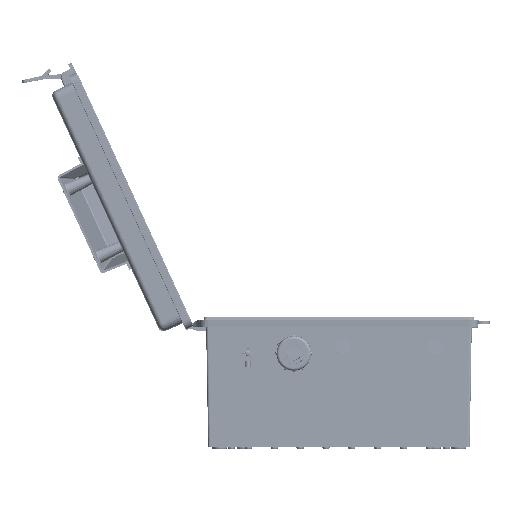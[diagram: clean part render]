
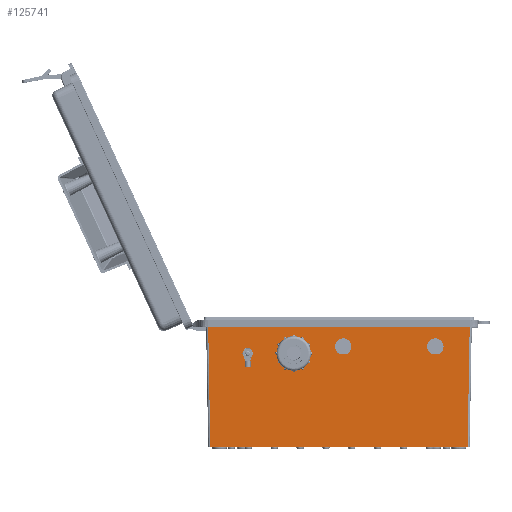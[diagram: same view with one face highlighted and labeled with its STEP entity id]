
A CAD part, top view. The second image highlights one B-rep face of the part: STEP entity #125741.
In plain terms, the highlighted planar face has unit normal (0, -0.018, 1).
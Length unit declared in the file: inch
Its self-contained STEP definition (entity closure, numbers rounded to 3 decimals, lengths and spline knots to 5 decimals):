
#3022 = CARTESIAN_POINT ( 'NONE',  ( -1.7183, 3.55946, 7.01134 ) ) ;
#5922 = DIRECTION ( 'NONE',  ( 0., 1., 0. ) ) ;
#6354 = CARTESIAN_POINT ( 'NONE',  ( -3.4683, 3.66144, 7.01312 ) ) ;
#6414 = AXIS2_PLACEMENT_3D ( 'NONE', #89648, #152220, #184087 ) ;
#6812 = EDGE_LOOP ( 'NONE', ( #173240, #95001, #64008, #47777, #105949, #126434 ) ) ;
#7455 = VERTEX_POINT ( 'NONE', #98090 ) ;
#10070 = DIRECTION ( 'NONE',  ( 1., 0., 0. ) ) ;
#13266 = CIRCLE ( 'NONE', #52318, 0.3125 ) ;
#15152 = EDGE_CURVE ( 'NONE', #7455, #157321, #156652, .T. ) ;
#19818 = FACE_BOUND ( 'NONE', #89895, .T. ) ;
#20907 = CARTESIAN_POINT ( 'NONE',  ( -4.88528, -0.17194, 6.94621 ) ) ;
#21316 = VECTOR ( 'NONE', #10070, 39.37008 ) ;
#21363 = CIRCLE ( 'NONE', #31189, 0.445 ) ;
#28943 = ORIENTED_EDGE ( 'NONE', *, *, #91243, .F. ) ;
#31189 = AXIS2_PLACEMENT_3D ( 'NONE', #3022, #160790, #189567 ) ;
#31444 = CARTESIAN_POINT ( 'NONE',  ( 0.32652, 3.54396, 7.01107 ) ) ;
#31576 = EDGE_CURVE ( 'NONE', #183013, #129854, #121628, .T. ) ;
#32820 = EDGE_CURVE ( 'NONE', #129804, #157321, #103538, .T. ) ;
#37938 = VERTEX_POINT ( 'NONE', #6354 ) ;
#38316 = VECTOR ( 'NONE', #58409, 39.37008 ) ;
#39137 = CARTESIAN_POINT ( 'NONE',  ( 4.96827, 0., 6.94921 ) ) ;
#39176 = EDGE_CURVE ( 'NONE', #179255, #7455, #142882, .T. ) ;
#42502 = VERTEX_POINT ( 'NONE', #174643 ) ;
#44087 = CARTESIAN_POINT ( 'NONE',  ( 3.82652, 3.54396, 7.01107 ) ) ;
#45118 = DIRECTION ( 'NONE',  ( 0., -0.017, 1. ) ) ;
#47136 = CARTESIAN_POINT ( 'NONE',  ( -3.4683, 3.55946, 7.01134 ) ) ;
#47777 = ORIENTED_EDGE ( 'NONE', *, *, #39176, .F. ) ;
#48905 = VERTEX_POINT ( 'NONE', #105734 ) ;
#51403 = VERTEX_POINT ( 'NONE', #69649 ) ;
#52318 = AXIS2_PLACEMENT_3D ( 'NONE', #180869, #165414, #150009 ) ;
#52851 = DIRECTION ( 'NONE',  ( 0., 0., 1. ) ) ;
#55612 = CIRCLE ( 'NONE', #114585, 0.445 ) ;
#56971 = EDGE_CURVE ( 'NONE', #48905, #129804, #128098, .T. ) ;
#58409 = DIRECTION ( 'NONE',  ( 0.017, 1., 0.017 ) ) ;
#58930 = ORIENTED_EDGE ( 'NONE', *, *, #86540, .F. ) ;
#61509 = CARTESIAN_POINT ( 'NONE',  ( 4.88829, 0., 6.94921 ) ) ;
#61515 = DIRECTION ( 'NONE',  ( 0., -1., -0.017 ) ) ;
#64008 = ORIENTED_EDGE ( 'NONE', *, *, #15152, .F. ) ;
#65853 = FACE_BOUND ( 'NONE', #143697, .T. ) ;
#68556 = CARTESIAN_POINT ( 'NONE',  ( -3.4683, 3.45747, 7.00956 ) ) ;
#69649 = CARTESIAN_POINT ( 'NONE',  ( -4.96749, 4.5375, 7.02841 ) ) ;
#69946 = LINE ( 'NONE', #20907, #82328 ) ;
#73715 = CARTESIAN_POINT ( 'NONE',  ( 4.88831, 0.0014, 6.94923 ) ) ;
#74049 = AXIS2_PLACEMENT_3D ( 'NONE', #89742, #200563, #109122 ) ;
#75684 = AXIS2_PLACEMENT_3D ( 'NONE', #137549, #191903, #176485 ) ;
#77454 = EDGE_CURVE ( 'NONE', #37938, #77577, #87347, .T. ) ;
#77577 = VERTEX_POINT ( 'NONE', #68556 ) ;
#79967 = LINE ( 'NONE', #158033, #85194 ) ;
#80727 = AXIS2_PLACEMENT_3D ( 'NONE', #47136, #45118, #61515 ) ;
#81582 = ORIENTED_EDGE ( 'NONE', *, *, #185123, .F. ) ;
#82137 = ORIENTED_EDGE ( 'NONE', *, *, #138135, .F. ) ;
#82328 = VECTOR ( 'NONE', #160336, 39.37008 ) ;
#83931 = CIRCLE ( 'NONE', #74049, 0.08 ) ;
#84567 = AXIS2_PLACEMENT_3D ( 'NONE', #103072, #5922, #52851 ) ;
#85194 = VECTOR ( 'NONE', #110759, 39.37008 ) ;
#86540 = EDGE_CURVE ( 'NONE', #154553, #42502, #13266, .T. ) ;
#87347 = CIRCLE ( 'NONE', #80727, 0.102 ) ;
#88308 = EDGE_CURVE ( 'NONE', #129854, #183013, #164223, .T. ) ;
#89006 = VECTOR ( 'NONE', #175797, 39.37008 ) ;
#89648 = CARTESIAN_POINT ( 'NONE',  ( -3.4683, 3.55946, 7.01134 ) ) ;
#89742 = CARTESIAN_POINT ( 'NONE',  ( -4.96748, 4.5375, 6.94841 ) ) ;
#89895 = EDGE_LOOP ( 'NONE', ( #81582, #101781 ) ) ;
#91243 = EDGE_CURVE ( 'NONE', #103246, #105782, #21363, .T. ) ;
#95001 = ORIENTED_EDGE ( 'NONE', *, *, #32820, .T. ) ;
#97662 = FACE_BOUND ( 'NONE', #185098, .T. ) ;
#98090 = CARTESIAN_POINT ( 'NONE',  ( 4.96748, 4.5375, 7.02841 ) ) ;
#101781 = ORIENTED_EDGE ( 'NONE', *, *, #77454, .F. ) ;
#103072 = CARTESIAN_POINT ( 'NONE',  ( 4.96748, 4.5375, 6.94841 ) ) ;
#103246 = VERTEX_POINT ( 'NONE', #181147 ) ;
#103538 = LINE ( 'NONE', #73715, #38316 ) ;
#105734 = CARTESIAN_POINT ( 'NONE',  ( -4.88829, 0., 6.94921 ) ) ;
#105782 = VERTEX_POINT ( 'NONE', #177938 ) ;
#105949 = ORIENTED_EDGE ( 'NONE', *, *, #146047, .F. ) ;
#109122 = DIRECTION ( 'NONE',  ( 0., 0., 1. ) ) ;
#110759 = DIRECTION ( 'NONE',  ( 1., 0., 0. ) ) ;
#111624 = AXIS2_PLACEMENT_3D ( 'NONE', #39137, #191054, #112999 ) ;
#112999 = DIRECTION ( 'NONE',  ( 0., -1., -0.017 ) ) ;
#114585 = AXIS2_PLACEMENT_3D ( 'NONE', #154947, #138484, #172394 ) ;
#121628 = LINE ( 'NONE', #163816, #21316 ) ;
#125741 = ADVANCED_FACE ( 'NONE', ( #65853, #130423, #97662, #19818, #147830 ), #162262, .T. ) ;
#126434 = ORIENTED_EDGE ( 'NONE', *, *, #174201, .T. ) ;
#126534 = CARTESIAN_POINT ( 'NONE',  ( 4.96748, 4.5375, 7.02841 ) ) ;
#128098 = LINE ( 'NONE', #146502, #185791 ) ;
#129804 = VERTEX_POINT ( 'NONE', #61509 ) ;
#129854 = VERTEX_POINT ( 'NONE', #44087 ) ;
#130423 = FACE_BOUND ( 'NONE', #178801, .T. ) ;
#137368 = EDGE_CURVE ( 'NONE', #105782, #103246, #55612, .T. ) ;
#137549 = CARTESIAN_POINT ( 'NONE',  ( 3.6617, 3.80942, 7.0157 ) ) ;
#138100 = ORIENTED_EDGE ( 'NONE', *, *, #137368, .F. ) ;
#138135 = EDGE_CURVE ( 'NONE', #42502, #154553, #79967, .T. ) ;
#138484 = DIRECTION ( 'NONE',  ( 0., -0.017, 1. ) ) ;
#142882 = LINE ( 'NONE', #126534, #89006 ) ;
#143697 = EDGE_LOOP ( 'NONE', ( #174871, #167328 ) ) ;
#146047 = EDGE_CURVE ( 'NONE', #51403, #179255, #83931, .T. ) ;
#146502 = CARTESIAN_POINT ( 'NONE',  ( 4.96827, 0., 6.94921 ) ) ;
#147830 = FACE_OUTER_BOUND ( 'NONE', #6812, .T. ) ;
#150009 = DIRECTION ( 'NONE',  ( 0., -1., -0.017 ) ) ;
#152220 = DIRECTION ( 'NONE',  ( 0., -0.017, 1. ) ) ;
#153667 = CIRCLE ( 'NONE', #6414, 0.102 ) ;
#154553 = VERTEX_POINT ( 'NONE', #31444 ) ;
#154947 = CARTESIAN_POINT ( 'NONE',  ( -1.7183, 3.55946, 7.01134 ) ) ;
#156652 = CIRCLE ( 'NONE', #84567, 0.08 ) ;
#157321 = VERTEX_POINT ( 'NONE', #164102 ) ;
#158033 = CARTESIAN_POINT ( 'NONE',  ( -0.00312, 3.54396, 7.01107 ) ) ;
#160336 = DIRECTION ( 'NONE',  ( 0.017, -1., -0.017 ) ) ;
#160790 = DIRECTION ( 'NONE',  ( 0., -0.017, 1. ) ) ;
#162262 = PLANE ( 'NONE',  #111624 ) ;
#163816 = CARTESIAN_POINT ( 'NONE',  ( 3.49688, 3.54396, 7.01107 ) ) ;
#164102 = CARTESIAN_POINT ( 'NONE',  ( 4.96749, 4.5375, 7.02841 ) ) ;
#164223 = CIRCLE ( 'NONE', #75684, 0.3125 ) ;
#165414 = DIRECTION ( 'NONE',  ( 0., -0.017, 1. ) ) ;
#166227 = CARTESIAN_POINT ( 'NONE',  ( -4.96748, 4.5375, 7.02841 ) ) ;
#167328 = ORIENTED_EDGE ( 'NONE', *, *, #31576, .F. ) ;
#172394 = DIRECTION ( 'NONE',  ( 0., -1., -0.017 ) ) ;
#173240 = ORIENTED_EDGE ( 'NONE', *, *, #56971, .T. ) ;
#174201 = EDGE_CURVE ( 'NONE', #51403, #48905, #69946, .T. ) ;
#174643 = CARTESIAN_POINT ( 'NONE',  ( -0.00312, 3.54396, 7.01107 ) ) ;
#174871 = ORIENTED_EDGE ( 'NONE', *, *, #88308, .F. ) ;
#175797 = DIRECTION ( 'NONE',  ( 1., 0., 0. ) ) ;
#176485 = DIRECTION ( 'NONE',  ( 0., -1., -0.017 ) ) ;
#177938 = CARTESIAN_POINT ( 'NONE',  ( -1.7183, 3.11453, 7.00357 ) ) ;
#178801 = EDGE_LOOP ( 'NONE', ( #58930, #82137 ) ) ;
#179255 = VERTEX_POINT ( 'NONE', #166227 ) ;
#180869 = CARTESIAN_POINT ( 'NONE',  ( 0.1617, 3.80942, 7.0157 ) ) ;
#181147 = CARTESIAN_POINT ( 'NONE',  ( -1.7183, 4.00439, 7.0191 ) ) ;
#183013 = VERTEX_POINT ( 'NONE', #184689 ) ;
#184087 = DIRECTION ( 'NONE',  ( 0., -1., -0.017 ) ) ;
#184689 = CARTESIAN_POINT ( 'NONE',  ( 3.49688, 3.54396, 7.01107 ) ) ;
#185098 = EDGE_LOOP ( 'NONE', ( #138100, #28943 ) ) ;
#185123 = EDGE_CURVE ( 'NONE', #77577, #37938, #153667, .T. ) ;
#185791 = VECTOR ( 'NONE', #190728, 39.37008 ) ;
#189567 = DIRECTION ( 'NONE',  ( 0., -1., -0.017 ) ) ;
#190728 = DIRECTION ( 'NONE',  ( 1., 0., 0. ) ) ;
#191054 = DIRECTION ( 'NONE',  ( 0., -0.017, 1. ) ) ;
#191903 = DIRECTION ( 'NONE',  ( 0., -0.017, 1. ) ) ;
#200563 = DIRECTION ( 'NONE',  ( 0., 1., 0. ) ) ;
